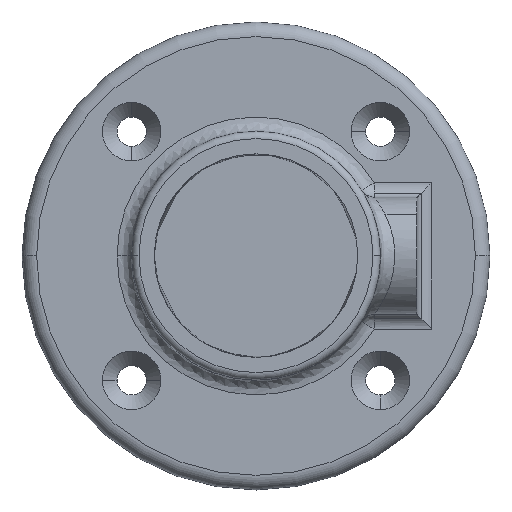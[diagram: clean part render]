
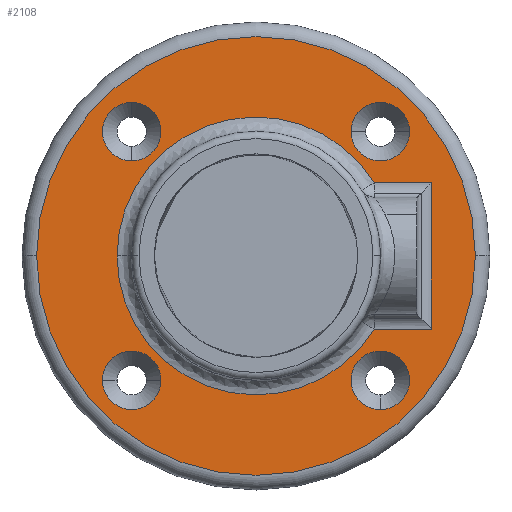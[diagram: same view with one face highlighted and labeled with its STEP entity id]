
A CAD part, top view. The second image highlights one B-rep face of the part: STEP entity #2108.
In plain terms, the highlighted planar face has unit normal (0, 0, 1).
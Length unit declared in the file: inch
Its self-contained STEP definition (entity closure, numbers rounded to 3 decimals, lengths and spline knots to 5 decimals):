
#331=CARTESIAN_POINT('',(-1.1875,0.,-0.69112));
#332=VERTEX_POINT('',#331);
#342=CARTESIAN_POINT('',(1.00972,-0.625,-0.69112));
#343=VERTEX_POINT('',#342);
#344=CARTESIAN_POINT('',(0.,0.,-0.69112));
#345=DIRECTION('',(0.0,0.0,1.0));
#346=DIRECTION('',(-1.0,0.0,0.0));
#347=AXIS2_PLACEMENT_3D('',#344,#345,#346);
#348=CIRCLE('',#347,1.1875);
#349=EDGE_CURVE('',#332,#343,#348,.T.);
#417=CARTESIAN_POINT('',(-1.875,0.,-0.69112));
#418=VERTEX_POINT('',#417);
#426=CARTESIAN_POINT('',(1.875,0.,-0.69112));
#427=VERTEX_POINT('',#426);
#428=CARTESIAN_POINT('',(0.,0.,-0.69112));
#429=DIRECTION('',(0.0,0.0,-1.0));
#430=DIRECTION('',(-1.0,0.0,0.0));
#431=AXIS2_PLACEMENT_3D('',#428,#429,#430);
#432=CIRCLE('',#431,1.875);
#433=EDGE_CURVE('',#418,#427,#432,.T.);
#870=CARTESIAN_POINT('',(-0.81243,-1.06243,-0.69112));
#871=VERTEX_POINT('',#870);
#879=CARTESIAN_POINT('',(-1.31243,-1.06243,-0.69112));
#880=VERTEX_POINT('',#879);
#887=CARTESIAN_POINT('',(-1.06243,-1.06243,-0.69112));
#888=DIRECTION('',(0.0,0.0,-1.0));
#889=DIRECTION('',(1.0,0.0,0.0));
#890=AXIS2_PLACEMENT_3D('',#887,#888,#889);
#891=CIRCLE('',#890,0.25);
#892=EDGE_CURVE('',#871,#880,#891,.T.);
#986=CARTESIAN_POINT('',(-1.06243,0.81243,-0.69112));
#987=VERTEX_POINT('',#986);
#995=CARTESIAN_POINT('',(-1.06243,1.31243,-0.69112));
#996=VERTEX_POINT('',#995);
#1003=CARTESIAN_POINT('',(-1.06243,1.06243,-0.69112));
#1004=DIRECTION('',(0.0,0.0,-1.0));
#1005=DIRECTION('',(0.0,-1.0,0.0));
#1006=AXIS2_PLACEMENT_3D('',#1003,#1004,#1005);
#1007=CIRCLE('',#1006,0.25);
#1008=EDGE_CURVE('',#987,#996,#1007,.T.);
#1102=CARTESIAN_POINT('',(1.06243,-0.81243,-0.69112));
#1103=VERTEX_POINT('',#1102);
#1111=CARTESIAN_POINT('',(1.06243,-1.31243,-0.69112));
#1112=VERTEX_POINT('',#1111);
#1119=CARTESIAN_POINT('',(1.06243,-1.06243,-0.69112));
#1120=DIRECTION('',(0.0,0.0,-1.0));
#1121=DIRECTION('',(0.0,1.0,0.0));
#1122=AXIS2_PLACEMENT_3D('',#1119,#1120,#1121);
#1123=CIRCLE('',#1122,0.25);
#1124=EDGE_CURVE('',#1103,#1112,#1123,.T.);
#1218=CARTESIAN_POINT('',(0.81243,1.06243,-0.69112));
#1219=VERTEX_POINT('',#1218);
#1227=CARTESIAN_POINT('',(1.31243,1.06243,-0.69112));
#1228=VERTEX_POINT('',#1227);
#1235=CARTESIAN_POINT('',(1.06243,1.06243,-0.69112));
#1236=DIRECTION('',(0.0,0.0,-1.0));
#1237=DIRECTION('',(-1.0,0.0,0.0));
#1238=AXIS2_PLACEMENT_3D('',#1235,#1236,#1237);
#1239=CIRCLE('',#1238,0.25);
#1240=EDGE_CURVE('',#1219,#1228,#1239,.T.);
#1272=CARTESIAN_POINT('',(1.06243,1.06243,-0.69112));
#1273=DIRECTION('',(0.0,0.0,-1.0));
#1274=DIRECTION('',(-1.0,0.0,0.0));
#1275=AXIS2_PLACEMENT_3D('',#1272,#1273,#1274);
#1276=CIRCLE('',#1275,0.25);
#1277=EDGE_CURVE('',#1228,#1219,#1276,.T.);
#1356=CARTESIAN_POINT('',(1.06243,-1.06243,-0.69112));
#1357=DIRECTION('',(0.0,0.0,-1.0));
#1358=DIRECTION('',(0.0,1.0,0.0));
#1359=AXIS2_PLACEMENT_3D('',#1356,#1357,#1358);
#1360=CIRCLE('',#1359,0.25);
#1361=EDGE_CURVE('',#1112,#1103,#1360,.T.);
#1440=CARTESIAN_POINT('',(-1.06243,1.06243,-0.69112));
#1441=DIRECTION('',(0.0,0.0,-1.0));
#1442=DIRECTION('',(0.0,-1.0,0.0));
#1443=AXIS2_PLACEMENT_3D('',#1440,#1441,#1442);
#1444=CIRCLE('',#1443,0.25);
#1445=EDGE_CURVE('',#996,#987,#1444,.T.);
#1524=CARTESIAN_POINT('',(-1.06243,-1.06243,-0.69112));
#1525=DIRECTION('',(0.0,0.0,-1.0));
#1526=DIRECTION('',(1.0,0.0,0.0));
#1527=AXIS2_PLACEMENT_3D('',#1524,#1525,#1526);
#1528=CIRCLE('',#1527,0.25);
#1529=EDGE_CURVE('',#880,#871,#1528,.T.);
#1673=CARTESIAN_POINT('',(1.5,-0.625,-0.69112));
#1674=VERTEX_POINT('',#1673);
#1675=CARTESIAN_POINT('',(1.00972,-0.625,-0.69112));
#1676=DIRECTION('',(1.0,0.0,0.0));
#1677=VECTOR('',#1676,0.49028);
#1678=LINE('',#1675,#1677);
#1679=EDGE_CURVE('',#343,#1674,#1678,.T.);
#1703=CARTESIAN_POINT('',(1.5,0.625,-0.69112));
#1704=VERTEX_POINT('',#1703);
#1718=CARTESIAN_POINT('',(1.00972,0.625,-0.69112));
#1719=VERTEX_POINT('',#1718);
#1720=CARTESIAN_POINT('',(1.5,0.625,-0.69112));
#1721=DIRECTION('',(-1.0,0.0,0.0));
#1722=VECTOR('',#1721,0.49028);
#1723=LINE('',#1720,#1722);
#1724=EDGE_CURVE('',#1704,#1719,#1723,.T.);
#1743=CARTESIAN_POINT('',(1.5,-0.625,-0.69112));
#1744=DIRECTION('',(0.0,1.0,0.0));
#1745=VECTOR('',#1744,1.25);
#1746=LINE('',#1743,#1745);
#1747=EDGE_CURVE('',#1674,#1704,#1746,.T.);
#2064=CARTESIAN_POINT('',(0.18182,0.,-0.69112));
#2065=DIRECTION('',(0.0,0.0,1.0));
#2066=DIRECTION('',(1.0,0.0,0.0));
#2067=AXIS2_PLACEMENT_3D('',#2064,#2065,#2066);
#2068=PLANE('',#2067);
#2069=CARTESIAN_POINT('',(0.,0.,-0.69112));
#2070=DIRECTION('',(0.0,0.0,-1.0));
#2071=DIRECTION('',(-1.0,0.0,0.0));
#2072=AXIS2_PLACEMENT_3D('',#2069,#2070,#2071);
#2073=CIRCLE('',#2072,1.875);
#2074=EDGE_CURVE('',#427,#418,#2073,.T.);
#2075=ORIENTED_EDGE('',*,*,#2074,.F.);
#2076=ORIENTED_EDGE('',*,*,#433,.F.);
#2077=EDGE_LOOP('',(#2075,#2076));
#2078=FACE_OUTER_BOUND('',#2077,.T.);
#2079=ORIENTED_EDGE('',*,*,#1240,.T.);
#2080=ORIENTED_EDGE('',*,*,#1277,.T.);
#2081=EDGE_LOOP('',(#2079,#2080));
#2082=FACE_BOUND('',#2081,.T.);
#2083=ORIENTED_EDGE('',*,*,#1124,.T.);
#2084=ORIENTED_EDGE('',*,*,#1361,.T.);
#2085=EDGE_LOOP('',(#2083,#2084));
#2086=FACE_BOUND('',#2085,.T.);
#2087=ORIENTED_EDGE('',*,*,#1008,.T.);
#2088=ORIENTED_EDGE('',*,*,#1445,.T.);
#2089=EDGE_LOOP('',(#2087,#2088));
#2090=FACE_BOUND('',#2089,.T.);
#2091=ORIENTED_EDGE('',*,*,#892,.T.);
#2092=ORIENTED_EDGE('',*,*,#1529,.T.);
#2093=EDGE_LOOP('',(#2091,#2092));
#2094=FACE_BOUND('',#2093,.T.);
#2095=ORIENTED_EDGE('',*,*,#1724,.F.);
#2096=ORIENTED_EDGE('',*,*,#1747,.F.);
#2097=ORIENTED_EDGE('',*,*,#1679,.F.);
#2098=ORIENTED_EDGE('',*,*,#349,.F.);
#2099=CARTESIAN_POINT('',(0.,0.,-0.69112));
#2100=DIRECTION('',(0.0,0.0,1.0));
#2101=DIRECTION('',(-1.0,0.0,0.0));
#2102=AXIS2_PLACEMENT_3D('',#2099,#2100,#2101);
#2103=CIRCLE('',#2102,1.1875);
#2104=EDGE_CURVE('',#1719,#332,#2103,.T.);
#2105=ORIENTED_EDGE('',*,*,#2104,.F.);
#2106=EDGE_LOOP('',(#2095,#2096,#2097,#2098,#2105));
#2107=FACE_BOUND('',#2106,.T.);
#2108=ADVANCED_FACE('',(#2078,#2082,#2086,#2090,#2094,#2107),#2068,.T.);
